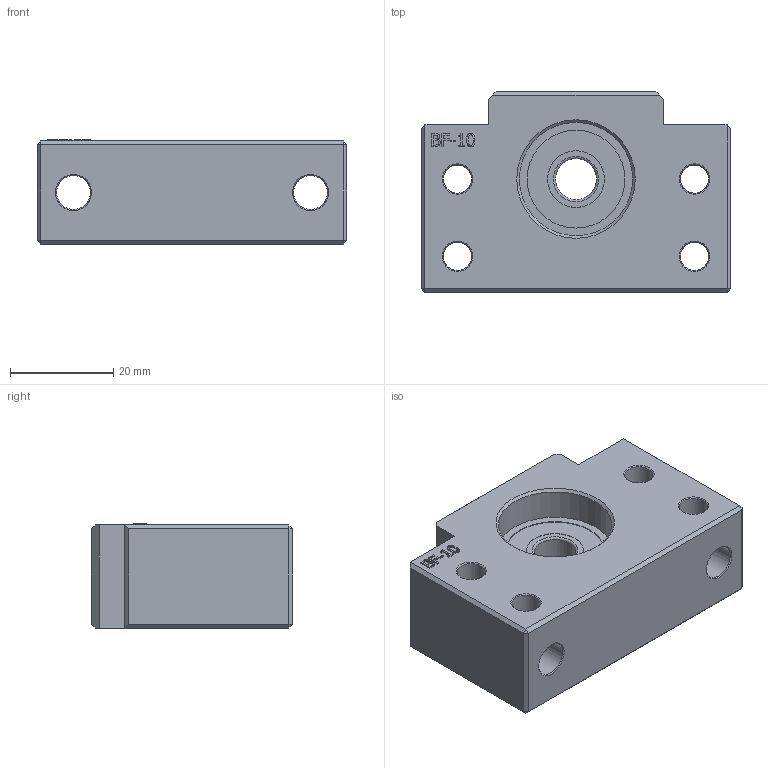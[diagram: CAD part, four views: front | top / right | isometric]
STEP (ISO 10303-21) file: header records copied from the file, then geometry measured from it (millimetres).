
FILE_DESCRIPTION(/* description */ (''),/* implementation_level */ '2;1');
FILE_NAME(/* name */ 'BF-10.stp',/* time_stamp */ '2023-11-22T11:39:03+03:00',/* author */ ('User'),/* organization */ (''),/* preprocessor_version */ 'ST-DEVELOPER v18',/* originating_system */ 'Autodesk Inventor 2020',/* authorisation */ '');
FILE_SCHEMA (('AUTOMOTIVE_DESIGN { 1 0 10303 214 3 1 1 }'));
Length unit declared in the file: millimetre
Products named in the file (1): BF-10
Bounding box: 60 x 39 x 20.2 mm (x, y, z)
Volume: 33759.5 mm3; surface area: 10990.6 mm2
Topology: 1 solids, 1 shells, 140 faces, 340 edges, 218 vertices
Faces by surface type: plane 78, bspline 27, cylinder 19, cone 14, torus 2
Full cylindrical faces by diameter (mm): 5.5 x8, 6.6 x2, 8 x1, 11 x4, 19 x2, 22 x2
Entity records: 4615 total; most frequent: CARTESIAN_POINT 1382, ORIENTED_EDGE 680, DIRECTION 552, EDGE_CURVE 340, LINE 224, VECTOR 224, VERTEX_POINT 218, EDGE_LOOP 178
